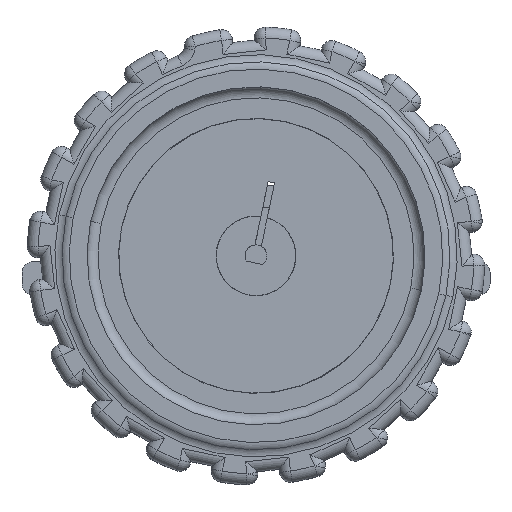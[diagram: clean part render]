
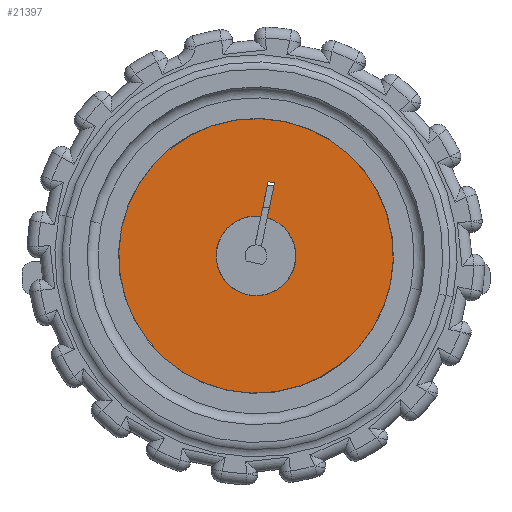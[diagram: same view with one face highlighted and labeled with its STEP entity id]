
A CAD part, top view. The second image highlights one B-rep face of the part: STEP entity #21397.
In plain terms, the highlighted planar face has unit normal (0, 0, 1).
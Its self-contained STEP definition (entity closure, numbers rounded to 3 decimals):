
#1180 = LINE ( 'NONE', #1181, #1508 ) ;
#1181 = CARTESIAN_POINT ( 'NONE',  ( 0.3, 0., 15.45 ) ) ;
#1182 = DIRECTION ( 'NONE',  ( 0., 1., 0. ) ) ;
#1200 = LINE ( 'NONE', #1201, #1521 ) ;
#1201 = CARTESIAN_POINT ( 'NONE',  ( -0.3, 0., 15.45 ) ) ;
#1202 = DIRECTION ( 'NONE',  ( 0., -1., 0. ) ) ;
#1508 = VECTOR ( 'NONE', #1182, 1000. ) ;
#1521 = VECTOR ( 'NONE', #1202, 1000. ) ;
#1756 = CARTESIAN_POINT ( 'NONE',  ( 0., 6.897, 15.45 ) ) ;
#1760 = LINE ( 'NONE', #1756, #2492 ) ;
#1764 = DIRECTION ( 'NONE',  ( -1., 0., 0. ) ) ;
#2492 = VECTOR ( 'NONE', #1764, 1000. ) ;
#10713 = CARTESIAN_POINT ( 'NONE',  ( 0., 0., 15.45 ) ) ;
#10714 = DIRECTION ( 'NONE',  ( 0., 0., 1. ) ) ;
#10715 = DIRECTION ( 'NONE',  ( 1., 0., 0. ) ) ;
#10716 = CARTESIAN_POINT ( 'NONE',  ( 0., 0., 15.45 ) ) ;
#10717 = DIRECTION ( 'NONE',  ( 0., 0., 1. ) ) ;
#10718 = DIRECTION ( 'NONE',  ( 1., 0., 0. ) ) ;
#11404 = CIRCLE ( 'NONE', #11417, 12.593 ) ;
#11412 = CIRCLE ( 'NONE', #11415, 3.66 ) ;
#11415 = AXIS2_PLACEMENT_3D ( 'NONE', #10713, #10714, #10715 ) ;
#11417 = AXIS2_PLACEMENT_3D ( 'NONE', #10716, #10717, #10718 ) ;
#11686 = AXIS2_PLACEMENT_3D ( 'NONE', #12218, #12219, #12220 ) ;
#12206 = FACE_BOUND ( 'NONE', #16399, .T. ) ;
#12208 = FACE_OUTER_BOUND ( 'NONE', #16396, .T. ) ;
#12209 = PLANE ( 'NONE',  #11686 ) ;
#12218 = CARTESIAN_POINT ( 'NONE',  ( 0., 0., 15.45 ) ) ;
#12219 = DIRECTION ( 'NONE',  ( 0., 0., 1. ) ) ;
#12220 = DIRECTION ( 'NONE',  ( 1., 0., 0. ) ) ;
#14322 = CIRCLE ( 'NONE', #14327, 12.593 ) ;
#14327 = AXIS2_PLACEMENT_3D ( 'NONE', #15328, #15329, #15330 ) ;
#15328 = CARTESIAN_POINT ( 'NONE',  ( 0., 0., 15.45 ) ) ;
#15329 = DIRECTION ( 'NONE',  ( 0., 0., 1. ) ) ;
#15330 = DIRECTION ( 'NONE',  ( 1., 0., 0. ) ) ;
#15519 = CARTESIAN_POINT ( 'NONE',  ( -12.593, 0., 15.45 ) ) ;
#15521 = CARTESIAN_POINT ( 'NONE',  ( 3.66, 0., 15.45 ) ) ;
#15525 = CARTESIAN_POINT ( 'NONE',  ( 12.593, 0., 15.45 ) ) ;
#15527 = CARTESIAN_POINT ( 'NONE',  ( -0.3, 3.647, 15.45 ) ) ;
#15530 = CARTESIAN_POINT ( 'NONE',  ( -3.66, 0., 15.45 ) ) ;
#16247 = CIRCLE ( 'NONE', #16256, 3.66 ) ;
#16256 = AXIS2_PLACEMENT_3D ( 'NONE', #22718, #22719, #22720 ) ;
#16257 = CIRCLE ( 'NONE', #16260, 3.66 ) ;
#16260 = AXIS2_PLACEMENT_3D ( 'NONE', #22726, #22727, #22728 ) ;
#16396 = EDGE_LOOP ( 'NONE', ( #20713, #20714 ) ) ;
#16399 = EDGE_LOOP ( 'NONE', ( #20707, #20708, #20709, #20710, #20711, #20712 ) ) ;
#16665 = EDGE_CURVE ( 'NONE', #22206, #22197, #16247, .T. ) ;
#16668 = EDGE_CURVE ( 'NONE', #22203, #22206, #16257, .T. ) ;
#17331 = VERTEX_POINT ( 'NONE', #23873 ) ;
#17332 = VERTEX_POINT ( 'NONE', #23874 ) ;
#17339 = VERTEX_POINT ( 'NONE', #23881 ) ;
#18824 = EDGE_CURVE ( 'NONE', #17331, #17332, #1180, .T. ) ;
#18831 = EDGE_CURVE ( 'NONE', #17339, #22203, #1200, .T. ) ;
#18906 = EDGE_CURVE ( 'NONE', #17332, #17339, #1760, .T. ) ;
#20707 = ORIENTED_EDGE ( 'NONE', *, *, #18824, .F. ) ;
#20708 = ORIENTED_EDGE ( 'NONE', *, *, #21190, .F. ) ;
#20709 = ORIENTED_EDGE ( 'NONE', *, *, #16665, .F. ) ;
#20710 = ORIENTED_EDGE ( 'NONE', *, *, #16668, .F. ) ;
#20711 = ORIENTED_EDGE ( 'NONE', *, *, #18831, .F. ) ;
#20712 = ORIENTED_EDGE ( 'NONE', *, *, #18906, .F. ) ;
#20713 = ORIENTED_EDGE ( 'NONE', *, *, #21191, .T. ) ;
#20714 = ORIENTED_EDGE ( 'NONE', *, *, #21699, .T. ) ;
#21190 = EDGE_CURVE ( 'NONE', #22197, #17331, #11412, .T. ) ;
#21191 = EDGE_CURVE ( 'NONE', #22201, #22195, #11404, .T. ) ;
#21397 = ADVANCED_FACE ( 'NONE', ( #12206, #12208 ), #12209, .T. ) ;
#21699 = EDGE_CURVE ( 'NONE', #22195, #22201, #14322, .T. ) ;
#22195 = VERTEX_POINT ( 'NONE', #15519 ) ;
#22197 = VERTEX_POINT ( 'NONE', #15521 ) ;
#22201 = VERTEX_POINT ( 'NONE', #15525 ) ;
#22203 = VERTEX_POINT ( 'NONE', #15527 ) ;
#22206 = VERTEX_POINT ( 'NONE', #15530 ) ;
#22718 = CARTESIAN_POINT ( 'NONE',  ( 0., 0., 15.45 ) ) ;
#22719 = DIRECTION ( 'NONE',  ( 0., 0., 1. ) ) ;
#22720 = DIRECTION ( 'NONE',  ( 1., 0., 0. ) ) ;
#22726 = CARTESIAN_POINT ( 'NONE',  ( 0., 0., 15.45 ) ) ;
#22727 = DIRECTION ( 'NONE',  ( 0., 0., 1. ) ) ;
#22728 = DIRECTION ( 'NONE',  ( 1., 0., 0. ) ) ;
#23873 = CARTESIAN_POINT ( 'NONE',  ( 0.3, 3.647, 15.45 ) ) ;
#23874 = CARTESIAN_POINT ( 'NONE',  ( 0.3, 6.897, 15.45 ) ) ;
#23881 = CARTESIAN_POINT ( 'NONE',  ( -0.3, 6.897, 15.45 ) ) ;
